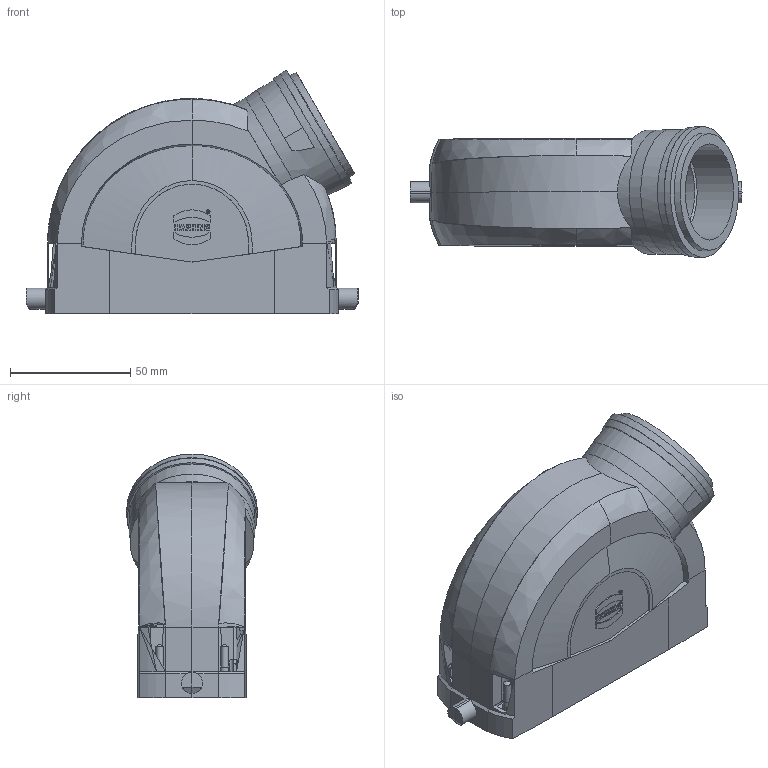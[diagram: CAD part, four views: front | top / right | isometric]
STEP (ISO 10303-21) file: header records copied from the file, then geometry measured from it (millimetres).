
FILE_DESCRIPTION(/* description */ (''),/* implementation_level */ '2;1');
FILE_NAME(/* name */ '100733383ugm000_b.stp',/* time_stamp */ '2022-03-12T05:10:07+01:00',/* author */ (''),/* organization */ (''),/* preprocessor_version */ 'ST-DEVELOPER v16.7',/* originating_system */ 'SIEMENS PLM Software NX 1911',/* authorisation */ '');
FILE_SCHEMA (('AUTOMOTIVE_DESIGN { 1 0 10303 214 3 1 1 1 }'));
Length unit declared in the file: millimetre
Products named in the file (1): 100733383ugm000_b
Bounding box: 138 x 54.4 x 101.41 mm (x, y, z)
Volume: 110721.3 mm3; surface area: 63897.9 mm2
Topology: 1 solids, 1 shells, 414 faces, 1144 edges, 753 vertices
Faces by surface type: plane 253, cylinder 88, bspline 32, cone 26, extrusion 15
Full cylindrical faces by diameter (mm): 1.006 x1, 1.477 x1, 3 x4, 3.4 x4, 3.5 x4, 38 x1, 40 x1, 54.4 x1
Entity records: 19058 total; most frequent: CARTESIAN_POINT 7709, ORIENTED_EDGE 2190, DIRECTION 1884, EDGE_CURVE 1095, VERTEX_POINT 738, VECTOR 682, LINE 667, AXIS2_PLACEMENT_3D 601
